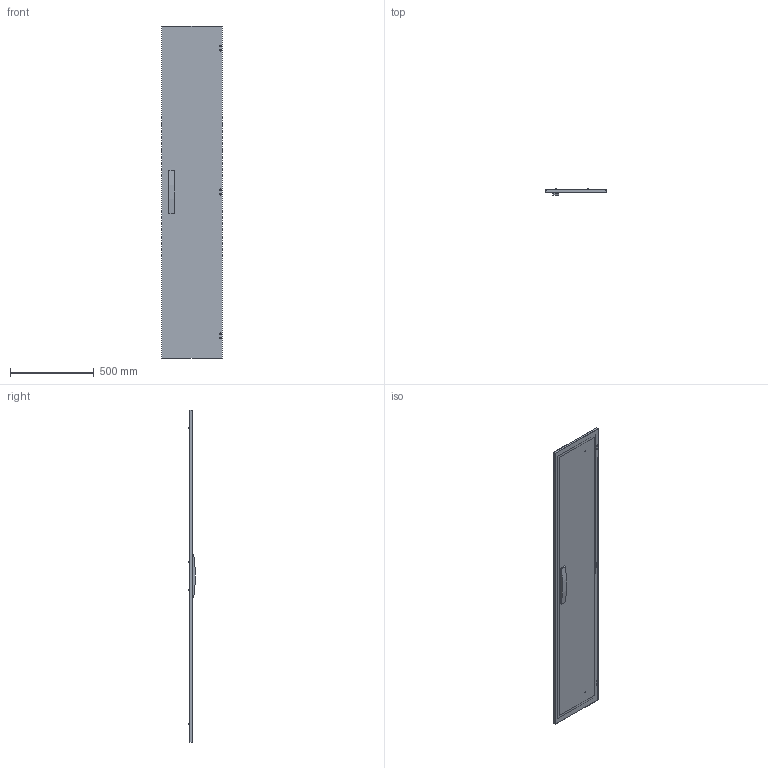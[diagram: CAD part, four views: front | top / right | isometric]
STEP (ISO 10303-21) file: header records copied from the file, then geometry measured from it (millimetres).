
FILE_DESCRIPTION (( 'STEP AP214' ), '1' );
FILE_NAME ('FPK204.STEP', '2025-09-11T09:58:57', ( '' ), ( '' ), 'SwSTEP 2.0', 'SolidWorks 2024', '' );
FILE_SCHEMA (( 'AUTOMOTIVE_DESIGN' ));
Length unit declared in the file: millimetre
Products named in the file (1): FPK204
Bounding box: 359 x 37.34 x 1984 mm (x, y, z)
Volume: 1645058.4 mm3; surface area: 1621992.8 mm2
Topology: 2 solids, 2 shells, 48 faces, 108 edges, 74 vertices
Faces by surface type: plane 25, cylinder 19, cone 4
Full cylindrical faces by diameter (mm): 6 x4, 7 x4, 11 x6
Entity records: 1230 total; most frequent: DIRECTION 208, CARTESIAN_POINT 205, ORIENTED_EDGE 160, EDGE_LOOP 88, AXIS2_PLACEMENT_3D 83, EDGE_CURVE 80, VERTEX_POINT 64, FACE_OUTER_BOUND 62
